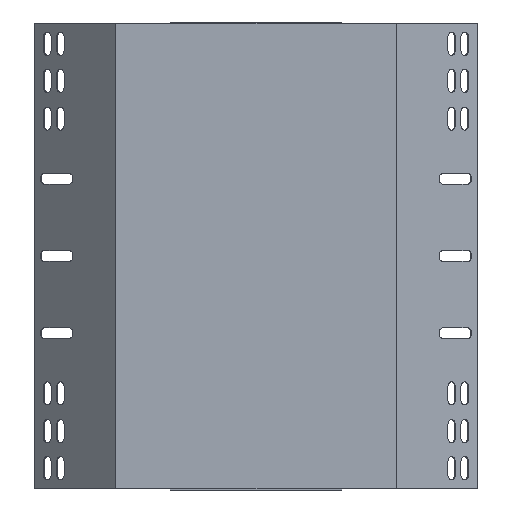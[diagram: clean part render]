
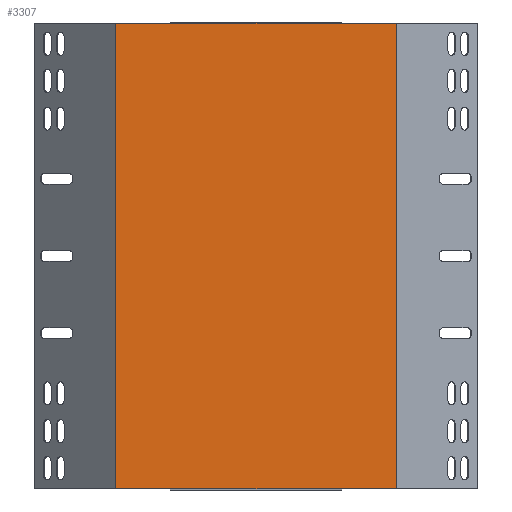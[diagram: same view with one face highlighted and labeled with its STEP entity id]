
A CAD part, front view. The second image highlights one B-rep face of the part: STEP entity #3307.
In plain terms, the highlighted planar face has unit normal (0, -1, 0).
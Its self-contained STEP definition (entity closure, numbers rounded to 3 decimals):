
#207 = VERTEX_POINT ( 'NONE', #5922 ) ;
#346 = DIRECTION ( 'NONE',  ( 1., 0., 0. ) ) ;
#487 = PLANE ( 'NONE',  #5666 ) ;
#976 = LINE ( 'NONE', #8759, #4337 ) ;
#1142 = DIRECTION ( 'NONE',  ( 1., 0., 0. ) ) ;
#1212 = VERTEX_POINT ( 'NONE', #8475 ) ;
#1853 = DIRECTION ( 'NONE',  ( 0., 0., 1. ) ) ;
#1927 = VECTOR ( 'NONE', #5079, 1000. ) ;
#2133 = LINE ( 'NONE', #5818, #1927 ) ;
#2231 = CARTESIAN_POINT ( 'NONE',  ( 68.763, -23.927, -175.8 ) ) ;
#2358 = DIRECTION ( 'NONE',  ( 0., 0., 1. ) ) ;
#2399 = VERTEX_POINT ( 'NONE', #2231 ) ;
#3000 = EDGE_LOOP ( 'NONE', ( #8196, #4588, #6474, #4812 ) ) ;
#3307 = ADVANCED_FACE ( 'NONE', ( #4396 ), #487, .F. ) ;
#3593 = EDGE_CURVE ( 'NONE', #1212, #207, #6607, .T. ) ;
#4244 = VECTOR ( 'NONE', #1142, 1000. ) ;
#4337 = VECTOR ( 'NONE', #346, 1000. ) ;
#4396 = FACE_OUTER_BOUND ( 'NONE', #3000, .T. ) ;
#4588 = ORIENTED_EDGE ( 'NONE', *, *, #7100, .T. ) ;
#4812 = ORIENTED_EDGE ( 'NONE', *, *, #3593, .F. ) ;
#4963 = VECTOR ( 'NONE', #2358, 1000. ) ;
#5079 = DIRECTION ( 'NONE',  ( 0., 0., 1. ) ) ;
#5277 = CARTESIAN_POINT ( 'NONE',  ( -112.668, -23.927, 125. ) ) ;
#5666 = AXIS2_PLACEMENT_3D ( 'NONE', #5277, #5984, #1853 ) ;
#5818 = CARTESIAN_POINT ( 'NONE',  ( 68.763, -23.927, -175.612 ) ) ;
#5911 = CARTESIAN_POINT ( 'NONE',  ( -113.903, -23.927, -175.8 ) ) ;
#5922 = CARTESIAN_POINT ( 'NONE',  ( -112.999, -23.927, 125.8 ) ) ;
#5984 = DIRECTION ( 'NONE',  ( 0., 1., 0. ) ) ;
#6145 = LINE ( 'NONE', #5911, #4244 ) ;
#6285 = VERTEX_POINT ( 'NONE', #6782 ) ;
#6474 = ORIENTED_EDGE ( 'NONE', *, *, #7810, .F. ) ;
#6607 = LINE ( 'NONE', #7993, #4963 ) ;
#6782 = CARTESIAN_POINT ( 'NONE',  ( 68.763, -23.927, 125.8 ) ) ;
#7100 = EDGE_CURVE ( 'NONE', #2399, #6285, #2133, .T. ) ;
#7810 = EDGE_CURVE ( 'NONE', #207, #6285, #976, .T. ) ;
#7993 = CARTESIAN_POINT ( 'NONE',  ( -112.999, -23.927, -175.612 ) ) ;
#8196 = ORIENTED_EDGE ( 'NONE', *, *, #8479, .T. ) ;
#8475 = CARTESIAN_POINT ( 'NONE',  ( -112.999, -23.927, -175.8 ) ) ;
#8479 = EDGE_CURVE ( 'NONE', #1212, #2399, #6145, .T. ) ;
#8759 = CARTESIAN_POINT ( 'NONE',  ( -113.903, -23.927, 125.8 ) ) ;
